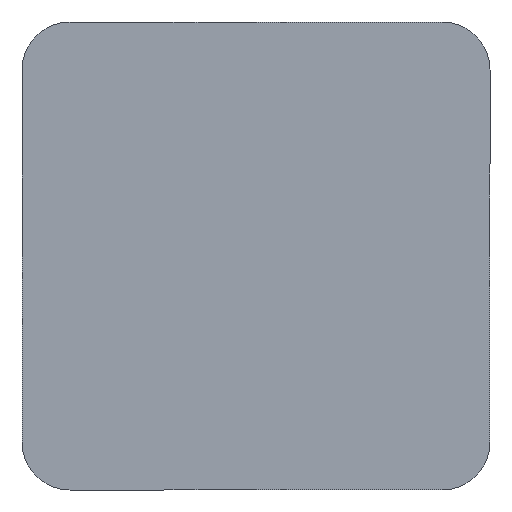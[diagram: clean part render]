
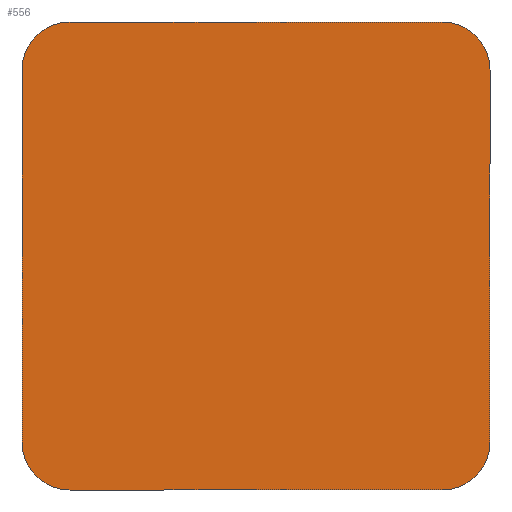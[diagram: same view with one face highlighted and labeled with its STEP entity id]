
A CAD part, front view. The second image highlights one B-rep face of the part: STEP entity #556.
In plain terms, the highlighted planar face has unit normal (0, -1, 0).
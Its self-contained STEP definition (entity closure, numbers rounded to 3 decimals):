
#17 = EDGE_CURVE ( 'NONE', #403, #817, #419, .T. ) ;
#20 = DIRECTION ( 'NONE',  ( -1., 0., 0. ) ) ;
#28 = CARTESIAN_POINT ( 'NONE',  ( 0., 0., 0. ) ) ;
#35 = CARTESIAN_POINT ( 'NONE',  ( -19.5, 0., 19.5 ) ) ;
#43 = VERTEX_POINT ( 'NONE', #746 ) ;
#44 = VERTEX_POINT ( 'NONE', #45 ) ;
#45 = CARTESIAN_POINT ( 'NONE',  ( -15.5, 0., -19.5 ) ) ;
#56 = EDGE_CURVE ( 'NONE', #657, #753, #568, .T. ) ;
#60 = DIRECTION ( 'NONE',  ( 0., 0., 1. ) ) ;
#64 = VECTOR ( 'NONE', #20, 1000. ) ;
#90 = FACE_OUTER_BOUND ( 'NONE', #496, .T. ) ;
#93 = AXIS2_PLACEMENT_3D ( 'NONE', #638, #703, #326 ) ;
#97 = ORIENTED_EDGE ( 'NONE', *, *, #622, .F. ) ;
#100 = EDGE_CURVE ( 'NONE', #657, #44, #122, .T. ) ;
#122 = CIRCLE ( 'NONE', #449, 4. ) ;
#137 = VECTOR ( 'NONE', #410, 1000. ) ;
#150 = CARTESIAN_POINT ( 'NONE',  ( -19.5, 0., -15.5 ) ) ;
#156 = CARTESIAN_POINT ( 'NONE',  ( 19.5, 0., 15.5 ) ) ;
#175 = EDGE_CURVE ( 'NONE', #654, #43, #531, .T. ) ;
#181 = CARTESIAN_POINT ( 'NONE',  ( 19.5, 0., -15.5 ) ) ;
#187 = ORIENTED_EDGE ( 'NONE', *, *, #56, .F. ) ;
#190 = AXIS2_PLACEMENT_3D ( 'NONE', #28, #291, #415 ) ;
#201 = DIRECTION ( 'NONE',  ( 0., -1., 0. ) ) ;
#213 = CARTESIAN_POINT ( 'NONE',  ( -19.5, 0., -19.5 ) ) ;
#233 = EDGE_CURVE ( 'NONE', #654, #817, #437, .T. ) ;
#237 = LINE ( 'NONE', #213, #64 ) ;
#253 = DIRECTION ( 'NONE',  ( 0., 0., -1. ) ) ;
#254 = DIRECTION ( 'NONE',  ( 0., 0., 1. ) ) ;
#261 = CARTESIAN_POINT ( 'NONE',  ( 19.5, 0., -19.5 ) ) ;
#277 = EDGE_CURVE ( 'NONE', #599, #753, #324, .T. ) ;
#290 = ORIENTED_EDGE ( 'NONE', *, *, #17, .T. ) ;
#291 = DIRECTION ( 'NONE',  ( 0., 1., 0. ) ) ;
#298 = CARTESIAN_POINT ( 'NONE',  ( -19.5, 0., -19.5 ) ) ;
#318 = AXIS2_PLACEMENT_3D ( 'NONE', #482, #686, #806 ) ;
#324 = CIRCLE ( 'NONE', #93, 4. ) ;
#326 = DIRECTION ( 'NONE',  ( 0., 0., 1. ) ) ;
#347 = ORIENTED_EDGE ( 'NONE', *, *, #175, .T. ) ;
#366 = DIRECTION ( 'NONE',  ( 0., -1., 0. ) ) ;
#384 = ORIENTED_EDGE ( 'NONE', *, *, #277, .T. ) ;
#394 = AXIS2_PLACEMENT_3D ( 'NONE', #776, #201, #254 ) ;
#403 = VERTEX_POINT ( 'NONE', #720 ) ;
#410 = DIRECTION ( 'NONE',  ( 1., 0., 0. ) ) ;
#415 = DIRECTION ( 'NONE',  ( 0., 0., 1. ) ) ;
#419 = CIRCLE ( 'NONE', #318, 4. ) ;
#429 = VECTOR ( 'NONE', #741, 1000. ) ;
#437 = LINE ( 'NONE', #261, #624 ) ;
#449 = AXIS2_PLACEMENT_3D ( 'NONE', #541, #366, #60 ) ;
#453 = CARTESIAN_POINT ( 'NONE',  ( -15.5, 0., 19.5 ) ) ;
#482 = CARTESIAN_POINT ( 'NONE',  ( 15.5, 0., -15.5 ) ) ;
#496 = EDGE_LOOP ( 'NONE', ( #666, #347, #498, #384, #187, #668, #97, #290 ) ) ;
#498 = ORIENTED_EDGE ( 'NONE', *, *, #714, .F. ) ;
#526 = CARTESIAN_POINT ( 'NONE',  ( -19.5, 0., 15.5 ) ) ;
#531 = CIRCLE ( 'NONE', #394, 4. ) ;
#541 = CARTESIAN_POINT ( 'NONE',  ( -15.5, 0., -15.5 ) ) ;
#556 = ADVANCED_FACE ( 'NONE', ( #90 ), #672, .F. ) ;
#568 = LINE ( 'NONE', #298, #429 ) ;
#599 = VERTEX_POINT ( 'NONE', #453 ) ;
#622 = EDGE_CURVE ( 'NONE', #403, #44, #237, .T. ) ;
#624 = VECTOR ( 'NONE', #253, 1000. ) ;
#638 = CARTESIAN_POINT ( 'NONE',  ( -15.5, 0., 15.5 ) ) ;
#654 = VERTEX_POINT ( 'NONE', #156 ) ;
#657 = VERTEX_POINT ( 'NONE', #150 ) ;
#666 = ORIENTED_EDGE ( 'NONE', *, *, #233, .F. ) ;
#668 = ORIENTED_EDGE ( 'NONE', *, *, #100, .T. ) ;
#672 = PLANE ( 'NONE',  #190 ) ;
#686 = DIRECTION ( 'NONE',  ( 0., -1., 0. ) ) ;
#703 = DIRECTION ( 'NONE',  ( 0., -1., 0. ) ) ;
#714 = EDGE_CURVE ( 'NONE', #599, #43, #738, .T. ) ;
#720 = CARTESIAN_POINT ( 'NONE',  ( 15.5, 0., -19.5 ) ) ;
#738 = LINE ( 'NONE', #35, #137 ) ;
#741 = DIRECTION ( 'NONE',  ( 0., 0., 1. ) ) ;
#746 = CARTESIAN_POINT ( 'NONE',  ( 15.5, 0., 19.5 ) ) ;
#753 = VERTEX_POINT ( 'NONE', #526 ) ;
#776 = CARTESIAN_POINT ( 'NONE',  ( 15.5, 0., 15.5 ) ) ;
#806 = DIRECTION ( 'NONE',  ( 0., 0., 1. ) ) ;
#817 = VERTEX_POINT ( 'NONE', #181 ) ;
